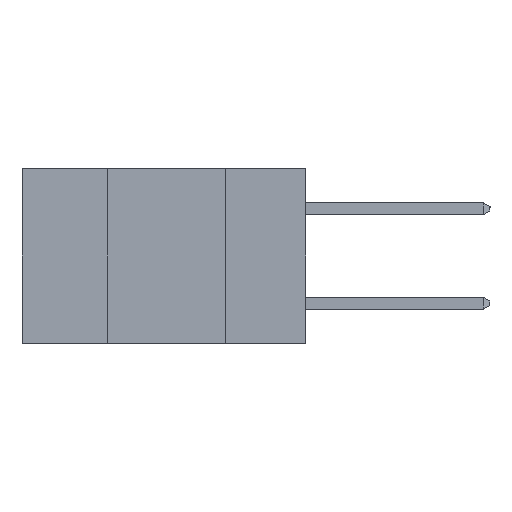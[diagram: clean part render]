
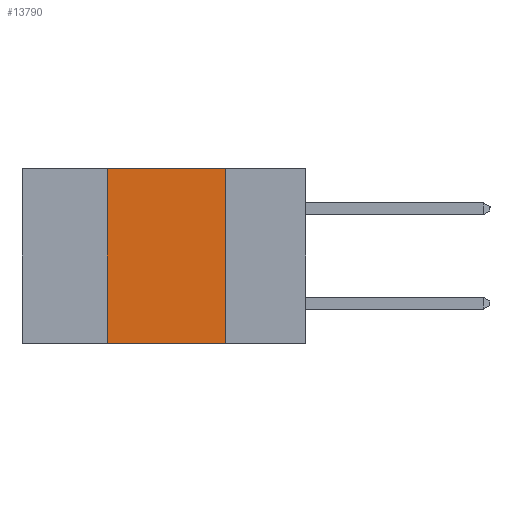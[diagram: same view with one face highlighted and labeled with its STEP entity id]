
A CAD part, left-side view. The second image highlights one B-rep face of the part: STEP entity #13790.
In plain terms, the highlighted planar face has unit normal (-1, 0, 0).
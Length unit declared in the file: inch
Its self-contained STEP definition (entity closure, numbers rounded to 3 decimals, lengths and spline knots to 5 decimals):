
#194 = LINE ( 'NONE', #2064, #9883 ) ;
#416 = CARTESIAN_POINT ( 'NONE',  ( 0., 0.42, -0.37 ) ) ;
#575 = DIRECTION ( 'NONE',  ( 0., 0., 1. ) ) ;
#786 = LINE ( 'NONE', #6818, #7845 ) ;
#1582 = ORIENTED_EDGE ( 'NONE', *, *, #2840, .F. ) ;
#1977 = EDGE_CURVE ( 'NONE', #3034, #18794, #18014, .T. ) ;
#2064 = CARTESIAN_POINT ( 'NONE',  ( 0., 0.42, -0.37 ) ) ;
#2549 = DIRECTION ( 'NONE',  ( 0., 0., -1. ) ) ;
#2840 = EDGE_CURVE ( 'NONE', #6950, #3034, #786, .T. ) ;
#3034 = VERTEX_POINT ( 'NONE', #14071 ) ;
#4089 = ORIENTED_EDGE ( 'NONE', *, *, #1977, .F. ) ;
#4926 = EDGE_LOOP ( 'NONE', ( #4089, #1582, #8818, #14995 ) ) ;
#6818 = CARTESIAN_POINT ( 'NONE',  ( 0., 0.6, 0. ) ) ;
#6950 = VERTEX_POINT ( 'NONE', #7326 ) ;
#7326 = CARTESIAN_POINT ( 'NONE',  ( 0., 0.42, 0. ) ) ;
#7845 = VECTOR ( 'NONE', #8407, 39.37008 ) ;
#8407 = DIRECTION ( 'NONE',  ( 0., -1., 0. ) ) ;
#8651 = EDGE_CURVE ( 'NONE', #9134, #18794, #12387, .T. ) ;
#8684 = DIRECTION ( 'NONE',  ( 1., 0., 0. ) ) ;
#8785 = PLANE ( 'NONE',  #9188 ) ;
#8818 = ORIENTED_EDGE ( 'NONE', *, *, #18656, .F. ) ;
#8848 = DIRECTION ( 'NONE',  ( 0., 0., -1. ) ) ;
#9134 = VERTEX_POINT ( 'NONE', #416 ) ;
#9188 = AXIS2_PLACEMENT_3D ( 'NONE', #19218, #8684, #2549 ) ;
#9883 = VECTOR ( 'NONE', #575, 39.37008 ) ;
#10059 = CARTESIAN_POINT ( 'NONE',  ( 0., 0.17, -0.37 ) ) ;
#11574 = VECTOR ( 'NONE', #11948, 39.37008 ) ;
#11948 = DIRECTION ( 'NONE',  ( 0., -1., 0. ) ) ;
#12387 = LINE ( 'NONE', #14052, #11574 ) ;
#13390 = VECTOR ( 'NONE', #8848, 39.37008 ) ;
#13790 = ADVANCED_FACE ( 'NONE', ( #14489 ), #8785, .F. ) ;
#14052 = CARTESIAN_POINT ( 'NONE',  ( 0., 0.6, -0.37 ) ) ;
#14071 = CARTESIAN_POINT ( 'NONE',  ( 0., 0.17, 0. ) ) ;
#14489 = FACE_OUTER_BOUND ( 'NONE', #4926, .T. ) ;
#14995 = ORIENTED_EDGE ( 'NONE', *, *, #8651, .T. ) ;
#18014 = LINE ( 'NONE', #19290, #13390 ) ;
#18656 = EDGE_CURVE ( 'NONE', #9134, #6950, #194, .T. ) ;
#18794 = VERTEX_POINT ( 'NONE', #10059 ) ;
#19218 = CARTESIAN_POINT ( 'NONE',  ( 0., 0.6, 0. ) ) ;
#19290 = CARTESIAN_POINT ( 'NONE',  ( 0., 0.17, -0.37 ) ) ;
